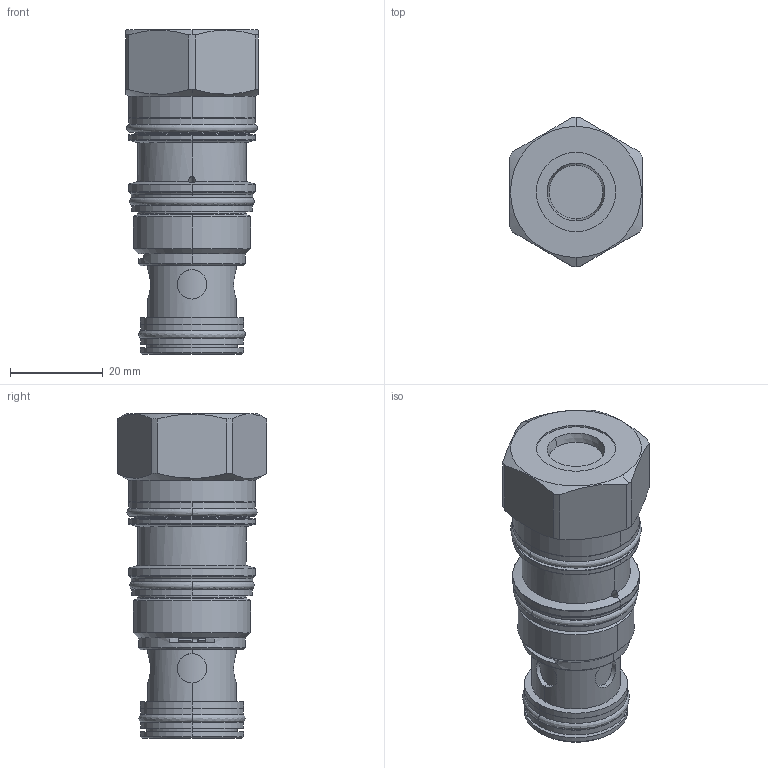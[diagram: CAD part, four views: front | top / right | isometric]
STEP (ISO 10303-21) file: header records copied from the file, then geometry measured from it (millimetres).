
FILE_DESCRIPTION((''),'2;1');
FILE_NAME('CKEHSCN_SW','2024-02-02T08:43:59',('SigMax'),(''),'CREO PARAMETRIC BY PTC INC, 2021072','CREO PARAMETRIC BY PTC INC, 2021072','');
FILE_SCHEMA(('AUTOMOTIVE_DESIGN { 1 0 10303 214 1 1 1 1 }'));
Length unit declared in the file: inch
Products named in the file (1): CKEHSCN_SW
Bounding box: 28.57 x 32.21 x 69.9 mm (x, y, z)
Volume: 33196.7 mm3; surface area: 13233.5 mm2
Topology: 3 solids, 4 shells, 215 faces, 484 edges, 294 vertices
Faces by surface type: cylinder 93, torus 41, plane 37, cone 34, revolution 10
Entity records: 8893 total; most frequent: CARTESIAN_POINT 2328, DIRECTION 1112, ORIENTED_EDGE 968, AXIS2_PLACEMENT_3D 485, EDGE_CURVE 484, VERTEX_POINT 294, CIRCLE 280, EDGE_LOOP 244
